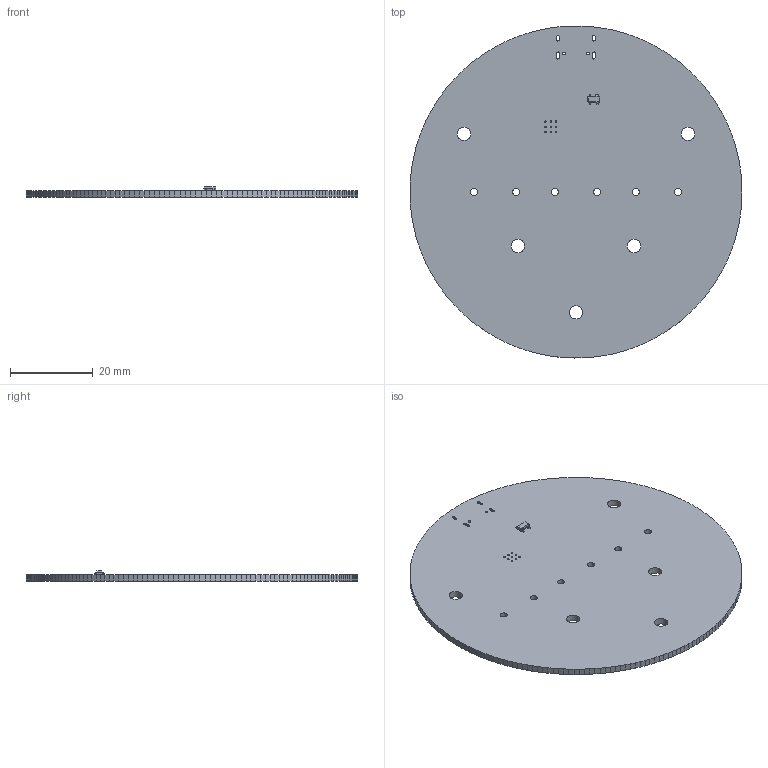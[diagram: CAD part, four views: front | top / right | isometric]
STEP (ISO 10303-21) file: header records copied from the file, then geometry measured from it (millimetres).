
FILE_DESCRIPTION(('KiCad electronic assembly'),'2;1');
FILE_NAME('RP2040_minimal.step','2023-03-07T15:52:37',('Pcbnew'),( 'Kicad'),'Open CASCADE STEP processor 7.6','KiCad to STEP converter' ,'Unknown');
FILE_SCHEMA(('AUTOMOTIVE_DESIGN { 1 0 10303 214 1 1 1 1 }'));
Length unit declared in the file: millimetre
Products named in the file (4): RP2040_minimal 1; SOT-143; SOLID; PCB
Assembly tree (3 placements, depth 3):
  RP2040_minimal 1
    SOT-143
      SOLID
    PCB
Bounding box: 80 x 80 x 2.47 mm (x, y, z)
Volume: 7851 mm3; surface area: 10524.6 mm2
Topology: 2 solids, 2 shells, 397 faces, 1139 edges, 746 vertices
Faces by surface type: plane 281, bspline 94, cylinder 22
Full cylindrical faces by diameter (mm): 0.35 x9, 0.65 x2, 1.7 x6, 3.2 x5
Entity records: 27982 total; most frequent: CARTESIAN_POINT 6106, DIRECTION 3323, LINE 2621, VECTOR 2621, ORIENTED_EDGE 2278, PCURVE 2278, DEFINITIONAL_REPRESENTATION 2278, EDGE_CURVE 1139
